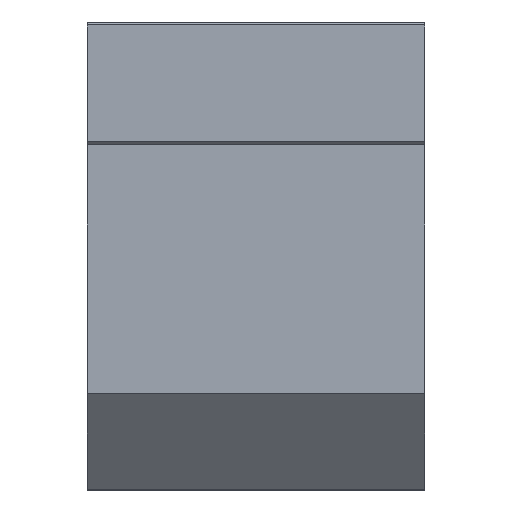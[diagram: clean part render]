
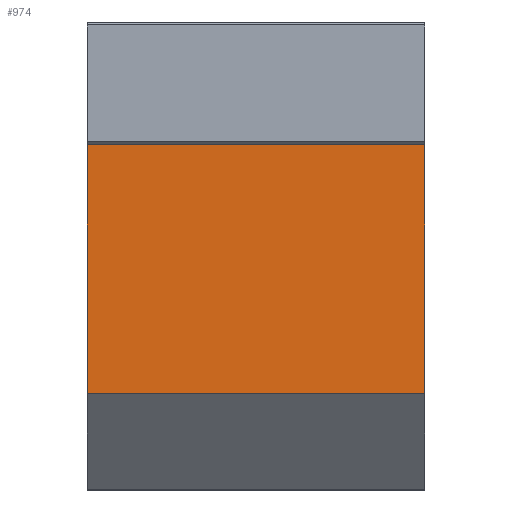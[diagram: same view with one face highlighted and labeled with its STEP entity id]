
A CAD part, top view. The second image highlights one B-rep face of the part: STEP entity #974.
In plain terms, the highlighted planar face has unit normal (0, 0, 1).
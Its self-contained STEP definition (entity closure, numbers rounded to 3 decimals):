
#17 = CARTESIAN_POINT ( 'NONE',  ( 28.2, -22., 50.5 ) ) ;
#45 = CARTESIAN_POINT ( 'NONE',  ( -28.2, 19.5, 50.5 ) ) ;
#58 = DIRECTION ( 'NONE',  ( 0., -1., 0. ) ) ;
#60 = CARTESIAN_POINT ( 'NONE',  ( 28.2, 19.5, 50.5 ) ) ;
#68 = DIRECTION ( 'NONE',  ( 1., 0., 0. ) ) ;
#119 = CARTESIAN_POINT ( 'NONE',  ( -28.2, -22., 50.5 ) ) ;
#120 = PLANE ( 'NONE',  #951 ) ;
#128 = DIRECTION ( 'NONE',  ( 1., 0., 0. ) ) ;
#130 = CARTESIAN_POINT ( 'NONE',  ( -28.2, -22., 50.5 ) ) ;
#145 = CARTESIAN_POINT ( 'NONE',  ( -28.2, -22., 50.5 ) ) ;
#147 = DIRECTION ( 'NONE',  ( 0., 0., 1. ) ) ;
#203 = DIRECTION ( 'NONE',  ( 1., 0., 0. ) ) ;
#238 = VERTEX_POINT ( 'NONE', #45 ) ;
#278 = VERTEX_POINT ( 'NONE', #60 ) ;
#297 = VERTEX_POINT ( 'NONE', #119 ) ;
#298 = CARTESIAN_POINT ( 'NONE',  ( -28.2, 19.5, 50.5 ) ) ;
#302 = DIRECTION ( 'NONE',  ( 0., -1., 0. ) ) ;
#315 = CARTESIAN_POINT ( 'NONE',  ( -28.2, -22., 50.5 ) ) ;
#348 = CARTESIAN_POINT ( 'NONE',  ( 28.2, -22., 50.5 ) ) ;
#485 = EDGE_LOOP ( 'NONE', ( #757, #802, #778, #841 ) ) ;
#624 = LINE ( 'NONE', #315, #670 ) ;
#650 = FACE_OUTER_BOUND ( 'NONE', #485, .T. ) ;
#670 = VECTOR ( 'NONE', #302, 1000. ) ;
#672 = LINE ( 'NONE', #298, #682 ) ;
#682 = VECTOR ( 'NONE', #68, 1000. ) ;
#715 = EDGE_CURVE ( 'NONE', #297, #968, #774, .T. ) ;
#722 = EDGE_CURVE ( 'NONE', #278, #968, #866, .T. ) ;
#738 = EDGE_CURVE ( 'NONE', #238, #278, #672, .T. ) ;
#739 = EDGE_CURVE ( 'NONE', #238, #297, #624, .T. ) ;
#757 = ORIENTED_EDGE ( 'NONE', *, *, #715, .T. ) ;
#774 = LINE ( 'NONE', #130, #817 ) ;
#778 = ORIENTED_EDGE ( 'NONE', *, *, #738, .F. ) ;
#802 = ORIENTED_EDGE ( 'NONE', *, *, #722, .F. ) ;
#808 = VECTOR ( 'NONE', #58, 1000. ) ;
#817 = VECTOR ( 'NONE', #203, 1000. ) ;
#841 = ORIENTED_EDGE ( 'NONE', *, *, #739, .T. ) ;
#866 = LINE ( 'NONE', #348, #808 ) ;
#951 = AXIS2_PLACEMENT_3D ( 'NONE', #145, #147, #128 ) ;
#968 = VERTEX_POINT ( 'NONE', #17 ) ;
#974 = ADVANCED_FACE ( 'NONE', ( #650 ), #120, .T. ) ;
